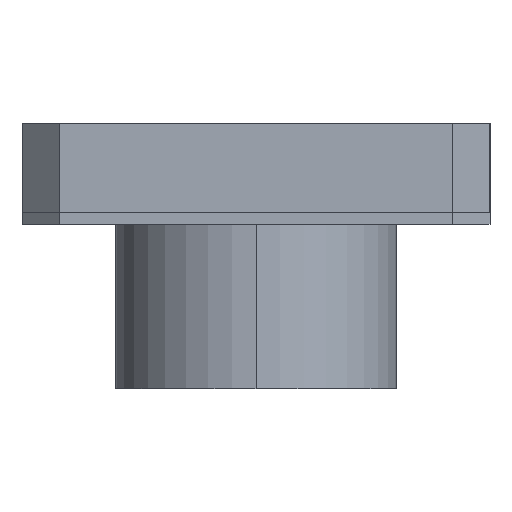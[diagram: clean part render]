
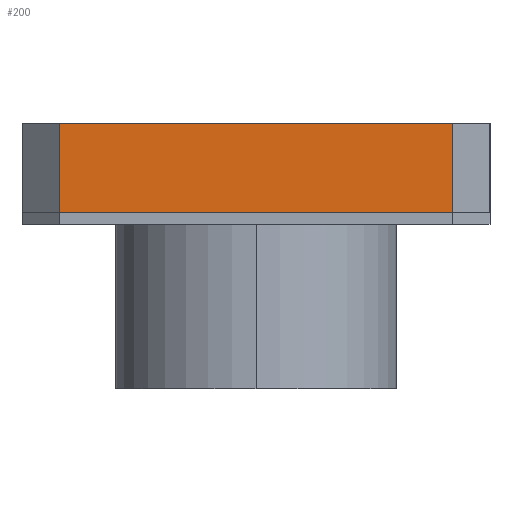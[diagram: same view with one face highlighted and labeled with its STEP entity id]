
A CAD part, left-side view. The second image highlights one B-rep face of the part: STEP entity #200.
In plain terms, the highlighted planar face has unit normal (-1, 0, 0).
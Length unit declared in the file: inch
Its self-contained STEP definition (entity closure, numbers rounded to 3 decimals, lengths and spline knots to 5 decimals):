
#8 = ORIENTED_EDGE ( 'NONE', *, *, #704, .T. ) ;
#11 = ORIENTED_EDGE ( 'NONE', *, *, #953, .T. ) ;
#15 = DIRECTION ( 'NONE',  ( 0., 1., 0. ) ) ;
#117 = PLANE ( 'NONE',  #701 ) ;
#125 = VERTEX_POINT ( 'NONE', #338 ) ;
#160 = ORIENTED_EDGE ( 'NONE', *, *, #733, .F. ) ;
#171 = CARTESIAN_POINT ( 'NONE',  ( -2.81585, 0.9404, -0.27528 ) ) ;
#200 = ADVANCED_FACE ( 'NONE', ( #445 ), #117, .F. ) ;
#220 = CARTESIAN_POINT ( 'NONE',  ( -2.81585, 1.6804, -0.27528 ) ) ;
#313 = LINE ( 'NONE', #171, #1082 ) ;
#320 = DIRECTION ( 'NONE',  ( 0., -1., 0. ) ) ;
#338 = CARTESIAN_POINT ( 'NONE',  ( -2.81585, 0.9404, -0.27528 ) ) ;
#372 = LINE ( 'NONE', #220, #1417 ) ;
#383 = EDGE_CURVE ( 'NONE', #424, #125, #313, .T. ) ;
#400 = DIRECTION ( 'NONE',  ( 0., 0., 1. ) ) ;
#424 = VERTEX_POINT ( 'NONE', #859 ) ;
#445 = FACE_OUTER_BOUND ( 'NONE', #461, .T. ) ;
#461 = EDGE_LOOP ( 'NONE', ( #11, #1179, #160, #8 ) ) ;
#500 = CARTESIAN_POINT ( 'NONE',  ( -2.81585, 0.8704, -0.44328 ) ) ;
#548 = LINE ( 'NONE', #786, #1120 ) ;
#550 = DIRECTION ( 'NONE',  ( 0., 0., -1. ) ) ;
#588 = CARTESIAN_POINT ( 'NONE',  ( -2.81585, 1.6804, -0.44328 ) ) ;
#700 = CARTESIAN_POINT ( 'NONE',  ( -2.81585, 0.8704, -0.27528 ) ) ;
#701 = AXIS2_PLACEMENT_3D ( 'NONE', #700, #1151, #15 ) ;
#704 = EDGE_CURVE ( 'NONE', #928, #858, #372, .T. ) ;
#719 = CARTESIAN_POINT ( 'NONE',  ( -2.81585, 1.6804, -0.27528 ) ) ;
#733 = EDGE_CURVE ( 'NONE', #928, #125, #548, .T. ) ;
#786 = CARTESIAN_POINT ( 'NONE',  ( -2.81585, 0.8704, -0.27528 ) ) ;
#858 = VERTEX_POINT ( 'NONE', #588 ) ;
#859 = CARTESIAN_POINT ( 'NONE',  ( -2.81585, 0.9404, -0.44328 ) ) ;
#928 = VERTEX_POINT ( 'NONE', #719 ) ;
#953 = EDGE_CURVE ( 'NONE', #858, #424, #1416, .T. ) ;
#1067 = DIRECTION ( 'NONE',  ( 0., -1., 0. ) ) ;
#1082 = VECTOR ( 'NONE', #400, 39.37008 ) ;
#1118 = VECTOR ( 'NONE', #1067, 39.37008 ) ;
#1120 = VECTOR ( 'NONE', #320, 39.37008 ) ;
#1151 = DIRECTION ( 'NONE',  ( 1., 0., 0. ) ) ;
#1179 = ORIENTED_EDGE ( 'NONE', *, *, #383, .T. ) ;
#1416 = LINE ( 'NONE', #500, #1118 ) ;
#1417 = VECTOR ( 'NONE', #550, 39.37008 ) ;
